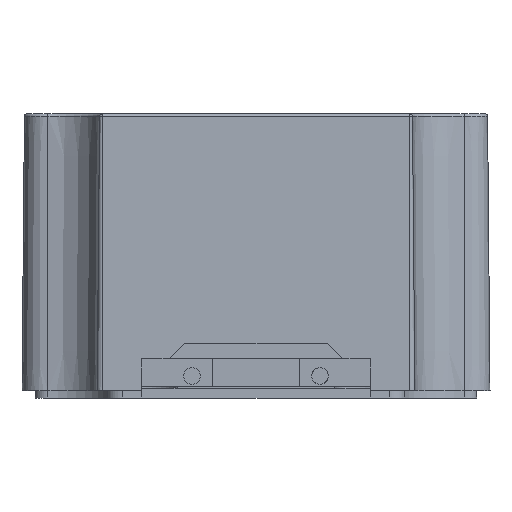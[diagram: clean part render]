
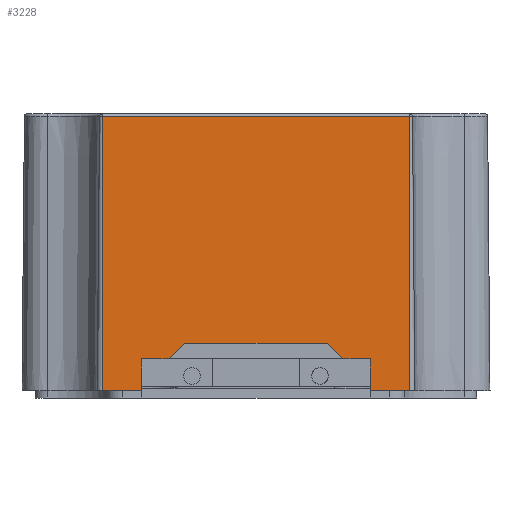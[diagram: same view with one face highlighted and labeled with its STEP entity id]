
A CAD part, left-side view. The second image highlights one B-rep face of the part: STEP entity #3228.
In plain terms, the highlighted planar face has unit normal (-1, 0, 0.009).
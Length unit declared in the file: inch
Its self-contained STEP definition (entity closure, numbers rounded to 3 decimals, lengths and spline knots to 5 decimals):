
#462=FACE_OUTER_BOUND('',#651,.T.);
#651=EDGE_LOOP('',(#2841,#2842,#2843,#2844,#2845,#2846,#2847,#2848,#2849,
#2850,#2851,#2852,#2853,#2854));
#746=LINE('',#4839,#1037);
#900=LINE('',#5324,#1191);
#902=LINE('',#5330,#1193);
#909=LINE('',#5343,#1200);
#911=LINE('',#5347,#1202);
#913=LINE('',#5350,#1204);
#917=LINE('',#5361,#1208);
#918=LINE('',#5362,#1209);
#922=LINE('',#5374,#1213);
#941=LINE('',#5506,#1232);
#943=LINE('',#5510,#1234);
#945=LINE('',#5515,#1236);
#946=LINE('',#5517,#1237);
#947=LINE('',#5518,#1238);
#1037=VECTOR('',#3830,0.3937);
#1191=VECTOR('',#4298,0.3937);
#1193=VECTOR('',#4302,0.3937);
#1200=VECTOR('',#4313,0.3937);
#1202=VECTOR('',#4317,0.3937);
#1204=VECTOR('',#4321,0.3937);
#1208=VECTOR('',#4335,0.3937);
#1209=VECTOR('',#4336,0.3937);
#1213=VECTOR('',#4352,0.3937);
#1232=VECTOR('',#4469,0.3937);
#1234=VECTOR('',#4475,0.3937);
#1236=VECTOR('',#4481,0.3937);
#1237=VECTOR('',#4482,0.3937);
#1238=VECTOR('',#4483,0.3937);
#1346=VERTEX_POINT('',#4836);
#1347=VERTEX_POINT('',#4838);
#1489=VERTEX_POINT('',#5317);
#1492=VERTEX_POINT('',#5322);
#1494=VERTEX_POINT('',#5327);
#1495=VERTEX_POINT('',#5329);
#1499=VERTEX_POINT('',#5342);
#1500=VERTEX_POINT('',#5346);
#1502=VERTEX_POINT('',#5359);
#1504=VERTEX_POINT('',#5372);
#1524=VERTEX_POINT('',#5469);
#1533=VERTEX_POINT('',#5505);
#1534=VERTEX_POINT('',#5514);
#1535=VERTEX_POINT('',#5516);
#1677=EDGE_CURVE('',#1347,#1346,#746,.T.);
#1911=EDGE_CURVE('',#1492,#1489,#900,.F.);
#1913=EDGE_CURVE('',#1494,#1495,#902,.F.);
#1920=EDGE_CURVE('',#1499,#1492,#909,.F.);
#1922=EDGE_CURVE('',#1500,#1499,#911,.F.);
#1924=EDGE_CURVE('',#1495,#1500,#913,.F.);
#1928=EDGE_CURVE('',#1494,#1502,#917,.T.);
#1929=EDGE_CURVE('',#1346,#1489,#918,.T.);
#1933=EDGE_CURVE('',#1502,#1504,#922,.T.);
#1982=EDGE_CURVE('',#1524,#1533,#941,.T.);
#1985=EDGE_CURVE('',#1533,#1504,#943,.T.);
#1987=EDGE_CURVE('',#1534,#1524,#945,.T.);
#1988=EDGE_CURVE('',#1534,#1535,#946,.T.);
#1989=EDGE_CURVE('',#1535,#1347,#947,.T.);
#2841=ORIENTED_EDGE('',*,*,#1987,.F.);
#2842=ORIENTED_EDGE('',*,*,#1988,.T.);
#2843=ORIENTED_EDGE('',*,*,#1989,.T.);
#2844=ORIENTED_EDGE('',*,*,#1677,.T.);
#2845=ORIENTED_EDGE('',*,*,#1929,.T.);
#2846=ORIENTED_EDGE('',*,*,#1911,.F.);
#2847=ORIENTED_EDGE('',*,*,#1920,.F.);
#2848=ORIENTED_EDGE('',*,*,#1922,.F.);
#2849=ORIENTED_EDGE('',*,*,#1924,.F.);
#2850=ORIENTED_EDGE('',*,*,#1913,.F.);
#2851=ORIENTED_EDGE('',*,*,#1928,.T.);
#2852=ORIENTED_EDGE('',*,*,#1933,.T.);
#2853=ORIENTED_EDGE('',*,*,#1985,.F.);
#2854=ORIENTED_EDGE('',*,*,#1982,.F.);
#3067=PLANE('',#3563);
#3228=ADVANCED_FACE('',(#462),#3067,.F.);
#3563=AXIS2_PLACEMENT_3D('',#5513,#4479,#4480);
#3830=DIRECTION('',(0.009,0.,1.));
#4298=DIRECTION('',(0.009,0.,1.));
#4302=DIRECTION('',(-0.009,0.,-1.));
#4313=DIRECTION('',(0.006,-0.717,0.697));
#4317=DIRECTION('',(0.,-1.,0.));
#4321=DIRECTION('',(-0.006,-0.717,-0.697));
#4335=DIRECTION('',(0.,-1.,0.));
#4336=DIRECTION('',(0.,-1.,0.));
#4352=DIRECTION('',(-0.009,0.,-1.));
#4469=DIRECTION('',(-0.009,0.,-1.));
#4475=DIRECTION('',(0.,1.,0.));
#4479=DIRECTION('center_axis',(1.,0.,-0.009));
#4480=DIRECTION('ref_axis',(0.,-1.,0.));
#4481=DIRECTION('',(0.,-1.,0.));
#4482=DIRECTION('',(-0.009,0.,-1.));
#4483=DIRECTION('',(0.,-1.,0.));
#4836=CARTESIAN_POINT('',(-1.75872,0.52675,0.57971));
#4838=CARTESIAN_POINT('',(-1.76,0.52675,0.43296));
#4839=CARTESIAN_POINT('',(-1.75484,0.52675,1.02409));
#5317=CARTESIAN_POINT('',(-1.75872,0.4,0.57971));
#5322=CARTESIAN_POINT('',(-1.75871,0.4,0.58096));
#5324=CARTESIAN_POINT('',(-1.75384,0.4,1.13893));
#5327=CARTESIAN_POINT('',(-1.75872,-0.4,0.57971));
#5329=CARTESIAN_POINT('',(-1.75871,-0.4,0.58096));
#5330=CARTESIAN_POINT('',(-1.7538,-0.4,1.14393));
#5342=CARTESIAN_POINT('',(-1.7581,0.328,0.65096));
#5343=CARTESIAN_POINT('',(-1.75692,0.18958,0.78553));
#5346=CARTESIAN_POINT('',(-1.7581,-0.328,0.65096));
#5347=CARTESIAN_POINT('',(-1.7581,0.50204,0.65096));
#5350=CARTESIAN_POINT('',(-1.75367,0.19397,1.15843));
#5359=CARTESIAN_POINT('',(-1.75872,-0.52675,0.57971));
#5361=CARTESIAN_POINT('',(-1.75872,0.60142,0.57971));
#5362=CARTESIAN_POINT('',(-1.75872,0.60142,0.57971));
#5372=CARTESIAN_POINT('',(-1.76,-0.52675,0.43296));
#5374=CARTESIAN_POINT('',(-1.7538,-0.52675,1.14331));
#5469=CARTESIAN_POINT('',(-1.74898,-0.70859,1.69605));
#5505=CARTESIAN_POINT('',(-1.76,-0.70859,0.43296));
#5506=CARTESIAN_POINT('',(-1.76,-0.70859,0.43296));
#5510=CARTESIAN_POINT('',(-1.76,-0.62216,0.43296));
#5513=CARTESIAN_POINT('Origin',(-1.74888,0.70859,1.70691));
#5514=CARTESIAN_POINT('',(-1.74898,0.70859,1.69605));
#5515=CARTESIAN_POINT('',(-1.74898,0.34352,1.69605));
#5516=CARTESIAN_POINT('',(-1.76,0.70859,0.43296));
#5517=CARTESIAN_POINT('',(-1.76,0.70859,0.43296));
#5518=CARTESIAN_POINT('',(-1.76,0.62216,0.43296));
